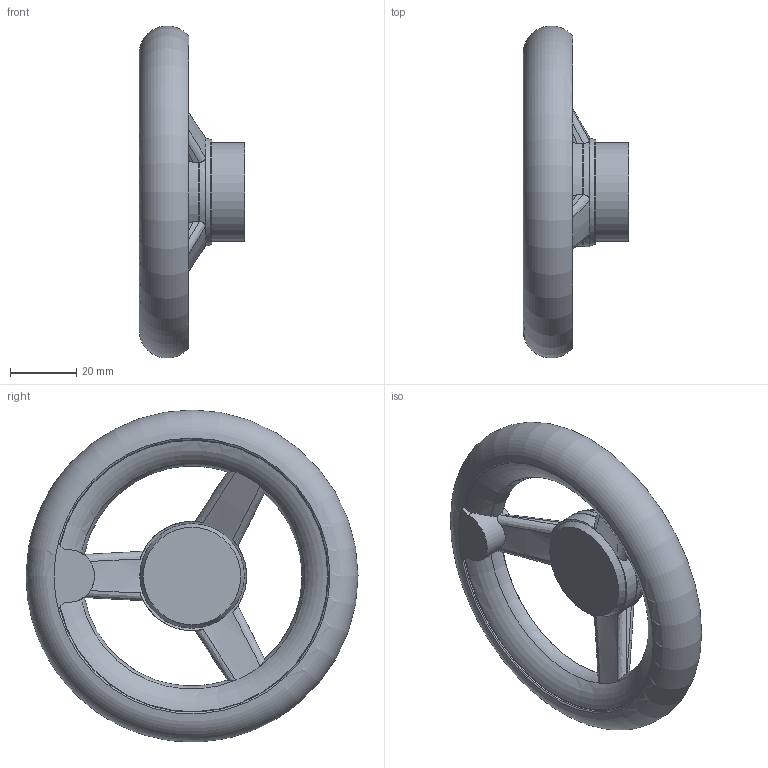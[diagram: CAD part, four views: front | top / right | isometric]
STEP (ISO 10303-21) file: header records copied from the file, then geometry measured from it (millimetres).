
FILE_DESCRIPTION(/* description */ (''),/* implementation_level */ '2;1');
FILE_NAME(/* name */ 'DIN_100',/* time_stamp */ '2012-11-23T15:33:32+08:00',/* author */ (''),/* organization */ (''),/* preprocessor_version */ 'ST-DEVELOPER v9',/* originating_system */ 'UGS - NX 4.0',/* authorisation */ '');
FILE_SCHEMA (('CONFIG_CONTROL_DESIGN'));
Length unit declared in the file: millimetre
Products named in the file (1): AdmiD1DBxjnk
Bounding box: 32 x 100.47 x 100.47 mm (x, y, z)
Volume: 56472.2 mm3; surface area: 19729.9 mm2
Topology: 1 solids, 1 shells, 64 faces, 184 edges, 118 vertices
Faces by surface type: bspline 21, cylinder 16, plane 12, torus 9, cone 6
Full cylindrical faces by diameter (mm): 30 x1, 32 x1
Entity records: 3092 total; most frequent: CARTESIAN_POINT 1605, ORIENTED_EDGE 344, DIRECTION 214, EDGE_CURVE 172, VERTEX_POINT 115, B_SPLINE_CURVE_WITH_KNOTS 99, AXIS2_PLACEMENT_3D 97, EDGE_LOOP 75
